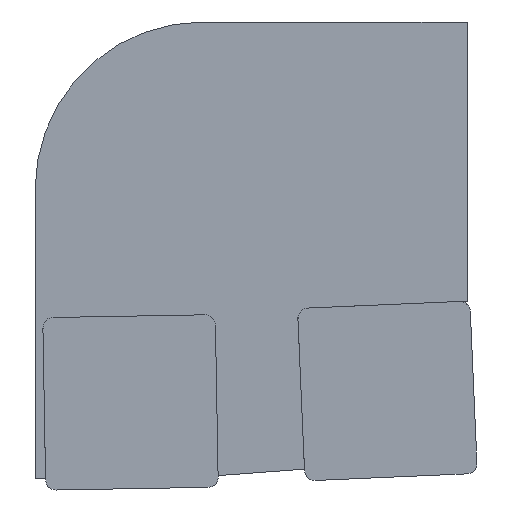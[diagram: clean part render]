
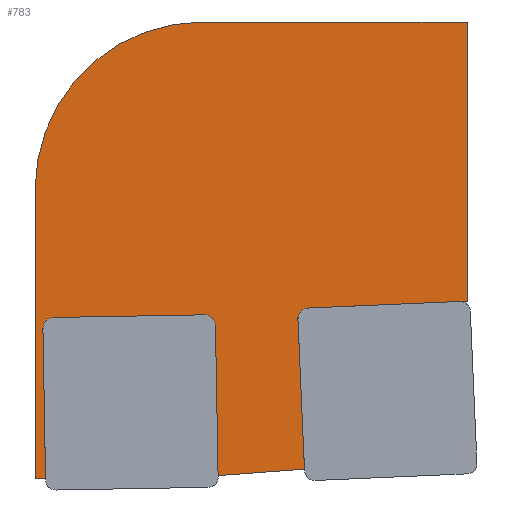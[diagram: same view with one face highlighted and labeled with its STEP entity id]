
A CAD part, left-side view. The second image highlights one B-rep face of the part: STEP entity #783.
In plain terms, the highlighted planar face has unit normal (-1, 0, 0).
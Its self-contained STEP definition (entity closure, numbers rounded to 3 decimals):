
#225=DIRECTION('',(0.,0.999,-0.044));
#226=VECTOR('',#225,12.191);
#227=CARTESIAN_POINT('',(0.,0.75,14.65));
#228=LINE('',#227,#226);
#232=CARTESIAN_POINT('',(0.,12.895,13.319));
#233=DIRECTION('',(-1.,0.,0.));
#234=DIRECTION('',(0.,0.044,0.999));
#235=AXIS2_PLACEMENT_3D('',#232,#233,#234);
#240=DIRECTION('',(0.,0.044,0.999));
#241=VECTOR('',#240,11.5);
#242=CARTESIAN_POINT('',(0.,13.193,1.795));
#243=LINE('',#242,#241);
#247=DIRECTION('',(0.,-0.997,0.074));
#248=VECTOR('',#247,6.627);
#249=CARTESIAN_POINT('',(0.,19.801,1.302));
#250=LINE('',#249,#248);
#254=DIRECTION('',(0.,0.017,1.));
#255=VECTOR('',#254,11.514);
#256=CARTESIAN_POINT('',(0.,19.801,1.302));
#257=LINE('',#256,#255);
#261=CARTESIAN_POINT('',(0.,20.802,12.801));
#262=DIRECTION('',(-1.,0.,0.));
#263=DIRECTION('',(0.,-1.,0.017));
#264=AXIS2_PLACEMENT_3D('',#261,#262,#263);
#269=DIRECTION('',(0.,1.,-0.017));
#270=VECTOR('',#269,11.6);
#271=CARTESIAN_POINT('',(0.,20.816,13.601));
#272=LINE('',#271,#270);
#276=CARTESIAN_POINT('',(0.,32.4,12.598));
#277=DIRECTION('',(-1.,0.,0.));
#278=DIRECTION('',(0.,0.017,1.));
#279=AXIS2_PLACEMENT_3D('',#276,#277,#278);
#284=DIRECTION('',(0.,0.017,1.));
#285=VECTOR('',#284,11.514);
#286=CARTESIAN_POINT('',(0.,32.999,1.072));
#287=LINE('',#286,#285);
#291=DIRECTION('',(0.,-1.,0.017));
#292=VECTOR('',#291,0.801);
#293=CARTESIAN_POINT('',(0.,33.8,1.058));
#294=LINE('',#293,#292);
#298=DIRECTION('',(0.,0.,-1.));
#299=VECTOR('',#298,22.142);
#300=CARTESIAN_POINT('',(0.,33.8,23.2));
#301=LINE('',#300,#299);
#305=CARTESIAN_POINT('',(0.,21.,23.2));
#306=DIRECTION('',(-1.,0.,0.));
#307=DIRECTION('',(0.,0.,1.));
#308=AXIS2_PLACEMENT_3D('',#305,#306,#307);
#313=DIRECTION('',(0.,1.,0.));
#314=VECTOR('',#313,20.25);
#315=CARTESIAN_POINT('',(0.,0.75,36.));
#316=LINE('',#315,#314);
#320=DIRECTION('',(0.,0.,1.));
#321=VECTOR('',#320,21.35);
#322=CARTESIAN_POINT('',(0.,0.75,14.65));
#323=LINE('',#322,#321);
#539=CARTESIAN_POINT('',(0.,21.,36.));
#540=CARTESIAN_POINT('',(0.,33.8,23.2));
#541=VERTEX_POINT('',#539);
#542=VERTEX_POINT('',#540);
#547=CARTESIAN_POINT('',(0.,0.75,14.65));
#548=CARTESIAN_POINT('',(0.,12.93,14.118));
#549=VERTEX_POINT('',#547);
#550=VERTEX_POINT('',#548);
#551=CARTESIAN_POINT('',(0.,13.193,1.795));
#552=CARTESIAN_POINT('',(0.,13.694,13.284));
#553=VERTEX_POINT('',#551);
#554=VERTEX_POINT('',#552);
#567=CARTESIAN_POINT('',(0.,19.801,1.302));
#568=CARTESIAN_POINT('',(0.,20.002,12.815));
#569=VERTEX_POINT('',#567);
#570=VERTEX_POINT('',#568);
#571=CARTESIAN_POINT('',(0.,20.816,13.601));
#572=CARTESIAN_POINT('',(0.,32.414,13.398));
#573=VERTEX_POINT('',#571);
#574=VERTEX_POINT('',#572);
#575=CARTESIAN_POINT('',(0.,32.999,1.072));
#576=CARTESIAN_POINT('',(0.,33.2,12.584));
#577=VERTEX_POINT('',#575);
#578=VERTEX_POINT('',#576);
#617=CARTESIAN_POINT('',(0.,33.8,1.058));
#618=VERTEX_POINT('',#617);
#619=CARTESIAN_POINT('',(0.,0.75,36.));
#620=VERTEX_POINT('',#619);
#749=CARTESIAN_POINT('',(0.,0.,0.));
#750=DIRECTION('',(-1.,0.,0.));
#751=DIRECTION('',(0.,0.,1.));
#752=AXIS2_PLACEMENT_3D('',#749,#750,#751);
#753=PLANE('',#752);
#754=ORIENTED_EDGE('',*,*,#739,.T.);
#756=ORIENTED_EDGE('',*,*,#755,.T.);
#758=ORIENTED_EDGE('',*,*,#757,.F.);
#760=ORIENTED_EDGE('',*,*,#759,.F.);
#762=ORIENTED_EDGE('',*,*,#761,.T.);
#764=ORIENTED_EDGE('',*,*,#763,.T.);
#766=ORIENTED_EDGE('',*,*,#765,.T.);
#768=ORIENTED_EDGE('',*,*,#767,.T.);
#770=ORIENTED_EDGE('',*,*,#769,.F.);
#772=ORIENTED_EDGE('',*,*,#771,.F.);
#774=ORIENTED_EDGE('',*,*,#773,.F.);
#776=ORIENTED_EDGE('',*,*,#775,.F.);
#778=ORIENTED_EDGE('',*,*,#777,.F.);
#780=ORIENTED_EDGE('',*,*,#779,.F.);
#781=EDGE_LOOP('',(#754,#756,#758,#760,#762,#764,#766,#768,#770,#772,#774,#776,
#778,#780));
#782=FACE_OUTER_BOUND('',#781,.F.);
#236=CIRCLE('',#235,0.8);
#265=CIRCLE('',#264,0.8);
#280=CIRCLE('',#279,0.8);
#309=CIRCLE('',#308,12.8);
#739=EDGE_CURVE('',#549,#550,#228,.T.);
#755=EDGE_CURVE('',#550,#554,#236,.T.);
#757=EDGE_CURVE('',#553,#554,#243,.T.);
#759=EDGE_CURVE('',#569,#553,#250,.T.);
#761=EDGE_CURVE('',#569,#570,#257,.T.);
#763=EDGE_CURVE('',#570,#573,#265,.T.);
#765=EDGE_CURVE('',#573,#574,#272,.T.);
#767=EDGE_CURVE('',#574,#578,#280,.T.);
#769=EDGE_CURVE('',#577,#578,#287,.T.);
#771=EDGE_CURVE('',#618,#577,#294,.T.);
#773=EDGE_CURVE('',#542,#618,#301,.T.);
#775=EDGE_CURVE('',#541,#542,#309,.T.);
#777=EDGE_CURVE('',#620,#541,#316,.T.);
#779=EDGE_CURVE('',#549,#620,#323,.T.);
#783=ADVANCED_FACE('',(#782),#753,.T.);
